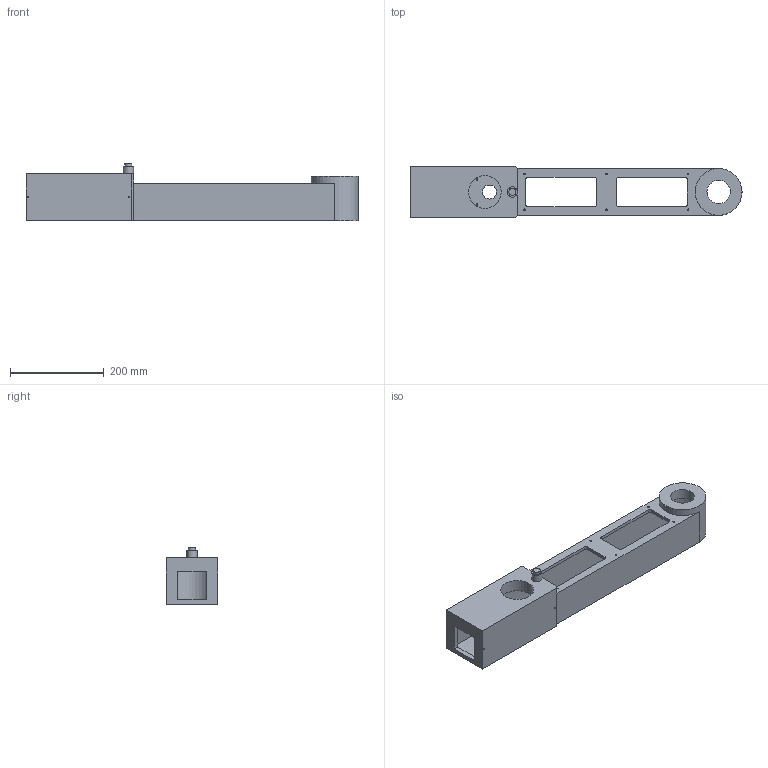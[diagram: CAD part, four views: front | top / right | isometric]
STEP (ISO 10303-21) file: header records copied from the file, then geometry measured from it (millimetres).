
FILE_DESCRIPTION(/* description */ (''),/* implementation_level */ '2;1');
FILE_NAME(/* name */ '[K3]Thn.stp',/* time_stamp */ '2023-12-28T10:56:34+07:00',/* author */ ('daveb'),/* organization */ (''),/* preprocessor_version */ 'ST-DEVELOPER v19.2',/* originating_system */ 'Autodesk Inventor 2024',/* authorisation */ '');
FILE_SCHEMA (('AUTOMOTIVE_DESIGN { 1 0 10303 214 3 1 1 }'));
Length unit declared in the file: millimetre
Products named in the file (1): [K3]Thân
Bounding box: 710 x 110 x 122 mm (x, y, z)
Volume: 2009844.3 mm3; surface area: 427483 mm2
Topology: 1 solids, 1 shells, 96 faces, 268 edges, 175 vertices
Faces by surface type: cylinder 48, plane 46, cone 2
Full cylindrical faces by diameter (mm): 2.459 x2, 3.242 x22, 15 x1, 22 x1, 30 x1, 50 x1, 70 x1, 85 x1, 95 x1, 100 x1
Entity records: 3252 total; most frequent: DIRECTION 563, CARTESIAN_POINT 538, ORIENTED_EDGE 532, EDGE_CURVE 266, AXIS2_PLACEMENT_3D 200, VERTEX_POINT 175, LINE 163, VECTOR 163
